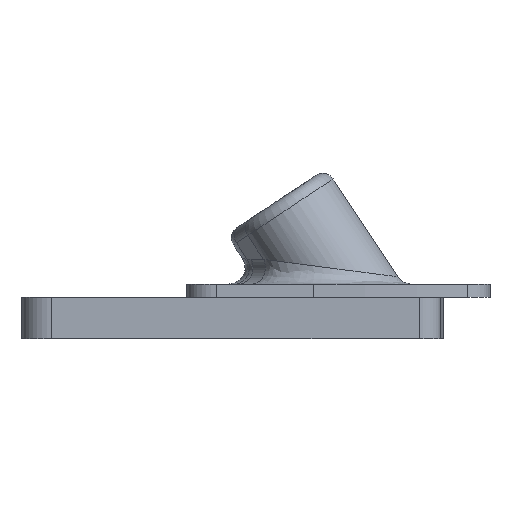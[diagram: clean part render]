
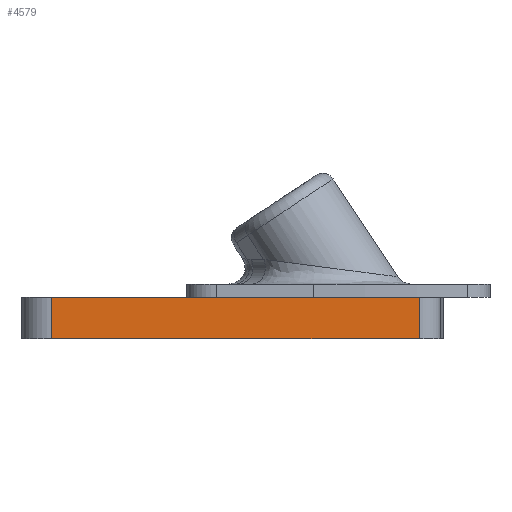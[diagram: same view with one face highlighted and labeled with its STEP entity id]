
A CAD part, left-side view. The second image highlights one B-rep face of the part: STEP entity #4579.
In plain terms, the highlighted planar face has unit normal (-1, 0, 0).
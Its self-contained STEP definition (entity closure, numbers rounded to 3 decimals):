
#2629 = PLANE('',#2630);
#2630 = AXIS2_PLACEMENT_3D('',#2631,#2632,#2633);
#2631 = CARTESIAN_POINT('',(0.,0.,-1.6));
#2632 = DIRECTION('',(0.,0.,1.));
#2633 = DIRECTION('',(1.,0.,0.));
#3092 = VERTEX_POINT('',#3093);
#3093 = CARTESIAN_POINT('',(-72.8,18.4,-1.6));
#3107 = PLANE('',#3108);
#3108 = AXIS2_PLACEMENT_3D('',#3109,#3110,#3111);
#3109 = CARTESIAN_POINT('',(0.,12.8,-1.6));
#3110 = DIRECTION('',(0.,0.,-1.));
#3111 = DIRECTION('',(-1.,0.,0.));
#3580 = EDGE_CURVE('',#3092,#3581,#3583,.T.);
#3581 = VERTEX_POINT('',#3582);
#3582 = CARTESIAN_POINT('',(-72.8,-9.8,-1.6));
#3583 = SURFACE_CURVE('',#3584,(#3588,#3595),.PCURVE_S1.);
#3584 = LINE('',#3585,#3586);
#3585 = CARTESIAN_POINT('',(-72.8,-4.9,-1.6));
#3586 = VECTOR('',#3587,1.);
#3587 = DIRECTION('',(0.,-1.,0.));
#3588 = PCURVE('',#2629,#3589);
#3589 = DEFINITIONAL_REPRESENTATION('',(#3590),#3594);
#3590 = LINE('',#3591,#3592);
#3591 = CARTESIAN_POINT('',(-72.8,-4.9));
#3592 = VECTOR('',#3593,1.);
#3593 = DIRECTION('',(0.,-1.));
#3594 = ( GEOMETRIC_REPRESENTATION_CONTEXT(2) 
PARAMETRIC_REPRESENTATION_CONTEXT() REPRESENTATION_CONTEXT('2D SPACE',''
  ) );
#3595 = PCURVE('',#3596,#3601);
#3596 = PLANE('',#3597);
#3597 = AXIS2_PLACEMENT_3D('',#3598,#3599,#3600);
#3598 = CARTESIAN_POINT('',(-72.8,-9.8,-1.6));
#3599 = DIRECTION('',(-1.,0.,0.));
#3600 = DIRECTION('',(0.,1.,0.));
#3601 = DEFINITIONAL_REPRESENTATION('',(#3602),#3606);
#3602 = LINE('',#3603,#3604);
#3603 = CARTESIAN_POINT('',(4.9,0.));
#3604 = VECTOR('',#3605,1.);
#3605 = DIRECTION('',(-1.,0.));
#3606 = ( GEOMETRIC_REPRESENTATION_CONTEXT(2) 
PARAMETRIC_REPRESENTATION_CONTEXT() REPRESENTATION_CONTEXT('2D SPACE',''
  ) );
#3625 = CYLINDRICAL_SURFACE('',#3626,2.6);
#3626 = AXIS2_PLACEMENT_3D('',#3627,#3628,#3629);
#3627 = CARTESIAN_POINT('',(-70.2,-9.8,-1.6));
#3628 = DIRECTION('',(0.,0.,-1.));
#3629 = DIRECTION('',(0.,-1.,0.));
#4151 = VERTEX_POINT('',#4152);
#4152 = CARTESIAN_POINT('',(-72.8,34.8,-1.6));
#4167 = CYLINDRICAL_SURFACE('',#4168,3.6);
#4168 = AXIS2_PLACEMENT_3D('',#4169,#4170,#4171);
#4169 = CARTESIAN_POINT('',(-69.2,34.8,-1.6));
#4170 = DIRECTION('',(0.,0.,-1.));
#4171 = DIRECTION('',(-1.,0.,0.));
#4179 = EDGE_CURVE('',#3092,#4151,#4180,.T.);
#4180 = SURFACE_CURVE('',#4181,(#4185,#4192),.PCURVE_S1.);
#4181 = LINE('',#4182,#4183);
#4182 = CARTESIAN_POINT('',(-72.8,-9.8,-1.6));
#4183 = VECTOR('',#4184,1.);
#4184 = DIRECTION('',(0.,1.,0.));
#4185 = PCURVE('',#3107,#4186);
#4186 = DEFINITIONAL_REPRESENTATION('',(#4187),#4191);
#4187 = LINE('',#4188,#4189);
#4188 = CARTESIAN_POINT('',(72.8,-22.6));
#4189 = VECTOR('',#4190,1.);
#4190 = DIRECTION('',(0.,1.));
#4191 = ( GEOMETRIC_REPRESENTATION_CONTEXT(2) 
PARAMETRIC_REPRESENTATION_CONTEXT() REPRESENTATION_CONTEXT('2D SPACE',''
  ) );
#4192 = PCURVE('',#3596,#4193);
#4193 = DEFINITIONAL_REPRESENTATION('',(#4194),#4198);
#4194 = LINE('',#4195,#4196);
#4195 = CARTESIAN_POINT('',(0.,0.));
#4196 = VECTOR('',#4197,1.);
#4197 = DIRECTION('',(1.,0.));
#4198 = ( GEOMETRIC_REPRESENTATION_CONTEXT(2) 
PARAMETRIC_REPRESENTATION_CONTEXT() REPRESENTATION_CONTEXT('2D SPACE',''
  ) );
#4579 = ADVANCED_FACE('',(#4580),#3596,.T.);
#4580 = FACE_BOUND('',#4581,.T.);
#4581 = EDGE_LOOP('',(#4582,#4583,#4584,#4607,#4635));
#4582 = ORIENTED_EDGE('',*,*,#3580,.F.);
#4583 = ORIENTED_EDGE('',*,*,#4179,.T.);
#4584 = ORIENTED_EDGE('',*,*,#4585,.T.);
#4585 = EDGE_CURVE('',#4151,#4586,#4588,.T.);
#4586 = VERTEX_POINT('',#4587);
#4587 = CARTESIAN_POINT('',(-72.8,34.8,-6.6));
#4588 = SURFACE_CURVE('',#4589,(#4593,#4600),.PCURVE_S1.);
#4589 = LINE('',#4590,#4591);
#4590 = CARTESIAN_POINT('',(-72.8,34.8,-1.6));
#4591 = VECTOR('',#4592,1.);
#4592 = DIRECTION('',(0.,0.,-1.));
#4593 = PCURVE('',#3596,#4594);
#4594 = DEFINITIONAL_REPRESENTATION('',(#4595),#4599);
#4595 = LINE('',#4596,#4597);
#4596 = CARTESIAN_POINT('',(44.6,0.));
#4597 = VECTOR('',#4598,1.);
#4598 = DIRECTION('',(0.,1.));
#4599 = ( GEOMETRIC_REPRESENTATION_CONTEXT(2) 
PARAMETRIC_REPRESENTATION_CONTEXT() REPRESENTATION_CONTEXT('2D SPACE',''
  ) );
#4600 = PCURVE('',#4167,#4601);
#4601 = DEFINITIONAL_REPRESENTATION('',(#4602),#4606);
#4602 = LINE('',#4603,#4604);
#4603 = CARTESIAN_POINT('',(0.,0.));
#4604 = VECTOR('',#4605,1.);
#4605 = DIRECTION('',(0.,1.));
#4606 = ( GEOMETRIC_REPRESENTATION_CONTEXT(2) 
PARAMETRIC_REPRESENTATION_CONTEXT() REPRESENTATION_CONTEXT('2D SPACE',''
  ) );
#4607 = ORIENTED_EDGE('',*,*,#4608,.F.);
#4608 = EDGE_CURVE('',#4609,#4586,#4611,.T.);
#4609 = VERTEX_POINT('',#4610);
#4610 = CARTESIAN_POINT('',(-72.8,-9.8,-6.6));
#4611 = SURFACE_CURVE('',#4612,(#4616,#4623),.PCURVE_S1.);
#4612 = LINE('',#4613,#4614);
#4613 = CARTESIAN_POINT('',(-72.8,-9.8,-6.6));
#4614 = VECTOR('',#4615,1.);
#4615 = DIRECTION('',(0.,1.,0.));
#4616 = PCURVE('',#3596,#4617);
#4617 = DEFINITIONAL_REPRESENTATION('',(#4618),#4622);
#4618 = LINE('',#4619,#4620);
#4619 = CARTESIAN_POINT('',(0.,5.));
#4620 = VECTOR('',#4621,1.);
#4621 = DIRECTION('',(1.,0.));
#4622 = ( GEOMETRIC_REPRESENTATION_CONTEXT(2) 
PARAMETRIC_REPRESENTATION_CONTEXT() REPRESENTATION_CONTEXT('2D SPACE',''
  ) );
#4623 = PCURVE('',#4624,#4629);
#4624 = PLANE('',#4625);
#4625 = AXIS2_PLACEMENT_3D('',#4626,#4627,#4628);
#4626 = CARTESIAN_POINT('',(0.,12.8,-6.6));
#4627 = DIRECTION('',(0.,0.,-1.));
#4628 = DIRECTION('',(-1.,0.,0.));
#4629 = DEFINITIONAL_REPRESENTATION('',(#4630),#4634);
#4630 = LINE('',#4631,#4632);
#4631 = CARTESIAN_POINT('',(72.8,-22.6));
#4632 = VECTOR('',#4633,1.);
#4633 = DIRECTION('',(0.,1.));
#4634 = ( GEOMETRIC_REPRESENTATION_CONTEXT(2) 
PARAMETRIC_REPRESENTATION_CONTEXT() REPRESENTATION_CONTEXT('2D SPACE',''
  ) );
#4635 = ORIENTED_EDGE('',*,*,#4636,.F.);
#4636 = EDGE_CURVE('',#3581,#4609,#4637,.T.);
#4637 = SURFACE_CURVE('',#4638,(#4642,#4649),.PCURVE_S1.);
#4638 = LINE('',#4639,#4640);
#4639 = CARTESIAN_POINT('',(-72.8,-9.8,-1.6));
#4640 = VECTOR('',#4641,1.);
#4641 = DIRECTION('',(0.,0.,-1.));
#4642 = PCURVE('',#3596,#4643);
#4643 = DEFINITIONAL_REPRESENTATION('',(#4644),#4648);
#4644 = LINE('',#4645,#4646);
#4645 = CARTESIAN_POINT('',(0.,0.));
#4646 = VECTOR('',#4647,1.);
#4647 = DIRECTION('',(0.,1.));
#4648 = ( GEOMETRIC_REPRESENTATION_CONTEXT(2) 
PARAMETRIC_REPRESENTATION_CONTEXT() REPRESENTATION_CONTEXT('2D SPACE',''
  ) );
#4649 = PCURVE('',#3625,#4650);
#4650 = DEFINITIONAL_REPRESENTATION('',(#4651),#4655);
#4651 = LINE('',#4652,#4653);
#4652 = CARTESIAN_POINT('',(1.571,0.));
#4653 = VECTOR('',#4654,1.);
#4654 = DIRECTION('',(0.,1.));
#4655 = ( GEOMETRIC_REPRESENTATION_CONTEXT(2) 
PARAMETRIC_REPRESENTATION_CONTEXT() REPRESENTATION_CONTEXT('2D SPACE',''
  ) );
